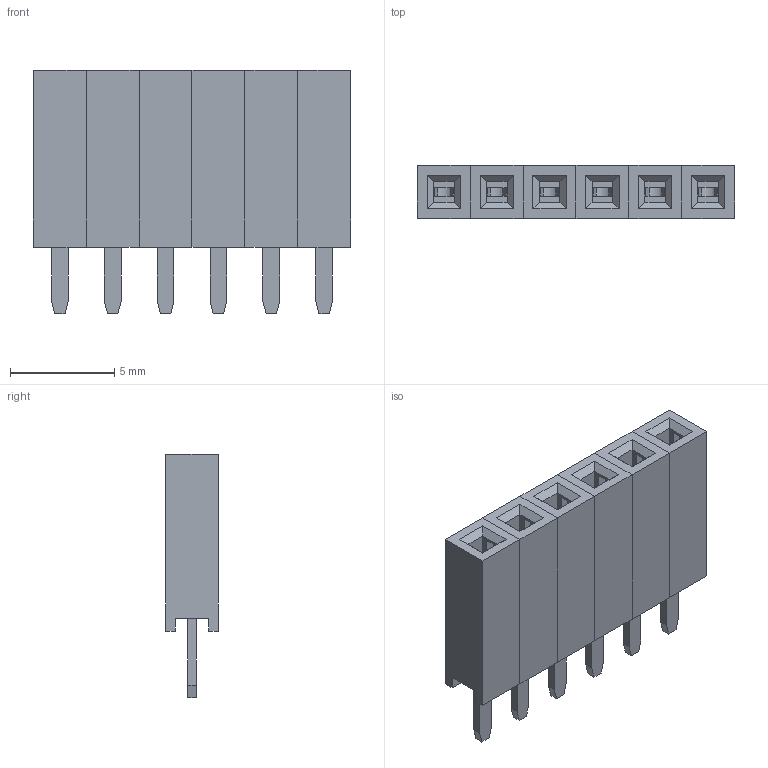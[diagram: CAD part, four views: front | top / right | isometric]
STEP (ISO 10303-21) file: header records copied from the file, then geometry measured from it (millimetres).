
FILE_DESCRIPTION (( 'STEP AP214' ), '1' );
FILE_NAME ('User Library-HeaderRangLuocDonThang2.54mm.STEP', '2017-11-30T13:48:48', ( '' ), ( '' ), 'SwSTEP 2.0', 'SolidWorks 2017', '' );
FILE_SCHEMA (( 'AUTOMOTIVE_DESIGN' ));
Length unit declared in the file: millimetre
Products named in the file (1): User Library-HeaderRangLuocDonThang2.54mm
Bounding box: 15.24 x 2.54 x 11.7 mm (x, y, z)
Volume: 274.3 mm3; surface area: 1039.6 mm2
Topology: 6 solids, 6 shells, 288 faces, 804 edges, 528 vertices
Faces by surface type: plane 282, cylinder 6
Entity records: 12323 total; most frequent: CARTESIAN_POINT 1621, ORIENTED_EDGE 1608, DIRECTION 1394, EDGE_CURVE 804, VECTOR 792, LINE 792, VERTEX_POINT 528, EDGE_LOOP 312
